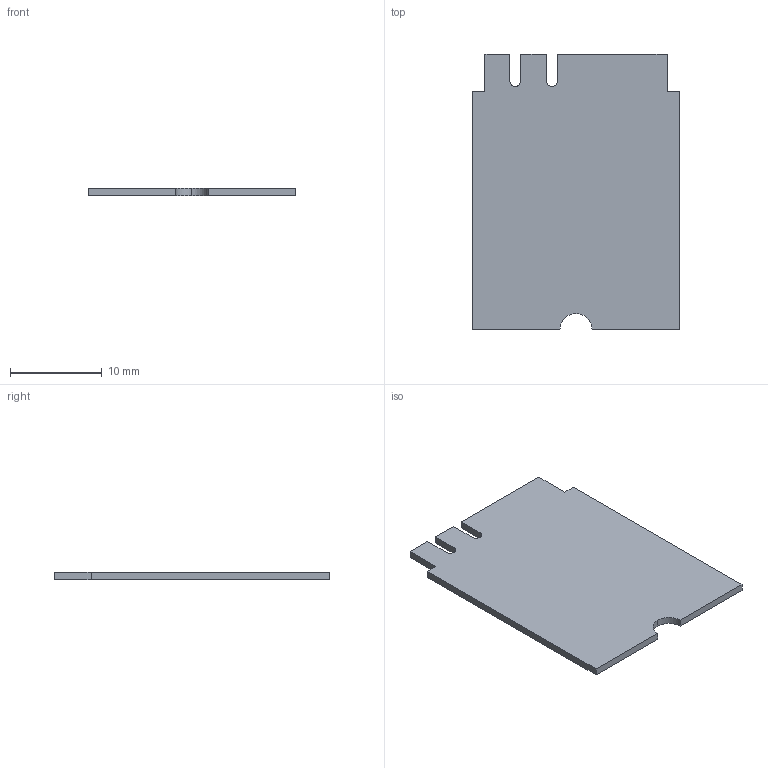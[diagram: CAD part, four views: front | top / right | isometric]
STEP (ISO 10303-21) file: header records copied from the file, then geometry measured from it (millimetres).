
FILE_DESCRIPTION(('KiCad electronic assembly'),'2;1');
FILE_NAME('PicoEVB.step','2022-11-27T23:18:56',('Pcbnew'),('Kicad'), 'Open CASCADE STEP processor 7.6','KiCad to STEP converter','Unknown' );
FILE_SCHEMA(('AUTOMOTIVE_DESIGN { 1 0 10303 214 1 1 1 1 }'));
Length unit declared in the file: millimetre
Products named in the file (2): PicoEVB 1; _autosave-PicoEVB PCB
Assembly tree (1 placements, depth 2):
  PicoEVB 1
    _autosave-PicoEVB PCB
Bounding box: 22.5 x 30 x 0.8 mm (x, y, z)
Volume: 521.2 mm3; surface area: 1399 mm2
Topology: 1 solids, 1 shells, 23 faces, 63 edges, 42 vertices
Faces by surface type: plane 17, cylinder 6
Entity records: 1631 total; most frequent: CARTESIAN_POINT 328, DIRECTION 239, LINE 165, VECTOR 165, ORIENTED_EDGE 126, PCURVE 126, DEFINITIONAL_REPRESENTATION 126, EDGE_CURVE 63
